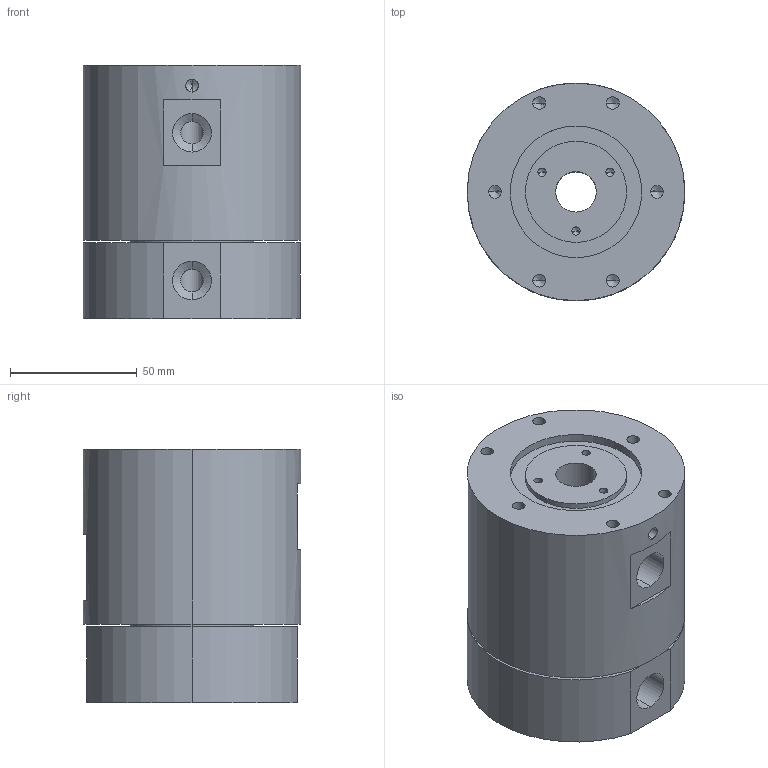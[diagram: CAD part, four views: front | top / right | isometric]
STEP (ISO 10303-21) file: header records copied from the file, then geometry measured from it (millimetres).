
FILE_DESCRIPTION (( 'STEP AP203' ), '1' );
FILE_NAME ('MK23.STEP', '2020-07-24T01:46:41', ( 'gongcheng1' ), ( '' ), 'SwSTEP 2.0', 'SolidWorks 2014', '' );
FILE_SCHEMA (( 'CONFIG_CONTROL_DESIGN' ));
Length unit declared in the file: millimetre
Products named in the file (1): MK23
Bounding box: 86 x 86 x 100 mm (x, y, z)
Volume: 527516.9 mm3; surface area: 61064.1 mm2
Topology: 1 solids, 1 shells, 123 faces, 291 edges, 161 vertices
Faces by surface type: cylinder 67, cone 38, plane 18
Entity records: 3506 total; most frequent: CARTESIAN_POINT 718, DIRECTION 607, ORIENTED_EDGE 522, EDGE_CURVE 261, AXIS2_PLACEMENT_3D 242, VERTEX_POINT 161, EDGE_LOOP 150, FACE_OUTER_BOUND 123
